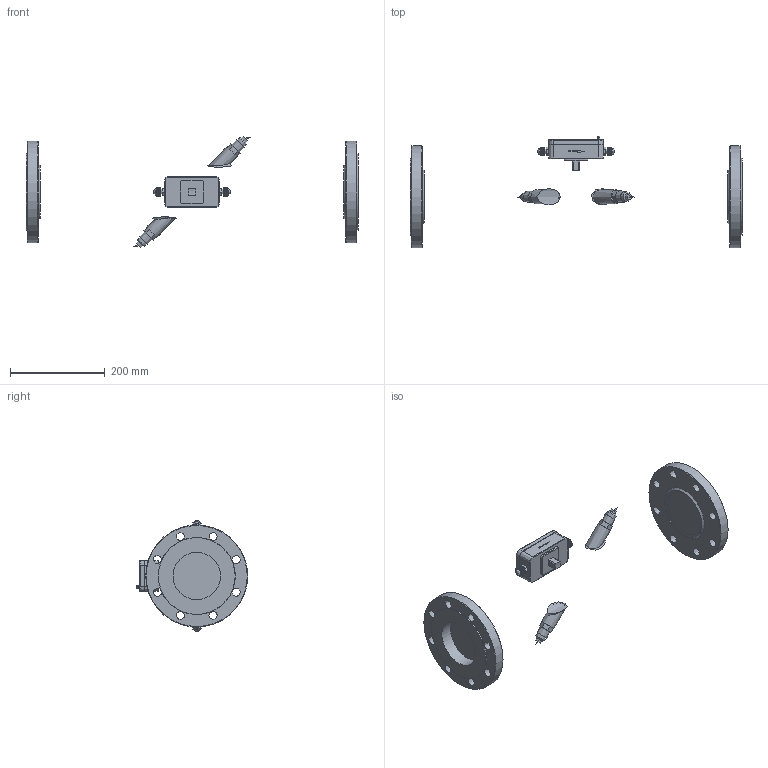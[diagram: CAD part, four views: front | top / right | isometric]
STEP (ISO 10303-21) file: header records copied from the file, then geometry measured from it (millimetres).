
FILE_DESCRIPTION(/* description */ (''),/* implementation_level */ '2;1');
FILE_NAME(/* name */ 'DN100.stp',/* time_stamp */ '2015-07-29T10:40:36+03:00',/* author */ ('ZavodPSI'),/* organization */ (''),/* preprocessor_version */ 'ST-DEVELOPER v15.6',/* originating_system */ 'Autodesk Inventor 2015',/* authorisation */ '');
FILE_SCHEMA (('AUTOMOTIVE_DESIGN { 1 0 10303 214 3 1 1 }'));
Length unit declared in the file: millimetre
Products named in the file (1): DN100
Bounding box: 700 x 235 x 234.05 mm (x, y, z)
Volume: 3017470.8 mm3; surface area: 277205.5 mm2
Topology: 23 solids, 23 shells, 615 faces, 1645 edges, 1082 vertices
Faces by surface type: plane 416, cylinder 158, bspline 25, torus 12, cone 4
Full cylindrical faces by diameter (mm): 2 x1, 4 x3, 6 x2, 12 x2, 14 x2, 18 x16, 21 x2, 23 x2, 30 x2, 100 x2, 110 x1, 162 x2, 215 x2
Entity records: 25002 total; most frequent: CARTESIAN_POINT 9188, ORIENTED_EDGE 3128, DIRECTION 3012, EDGE_CURVE 1564, LINE 1176, VECTOR 1176, VERTEX_POINT 1064, AXIS2_PLACEMENT_3D 918
